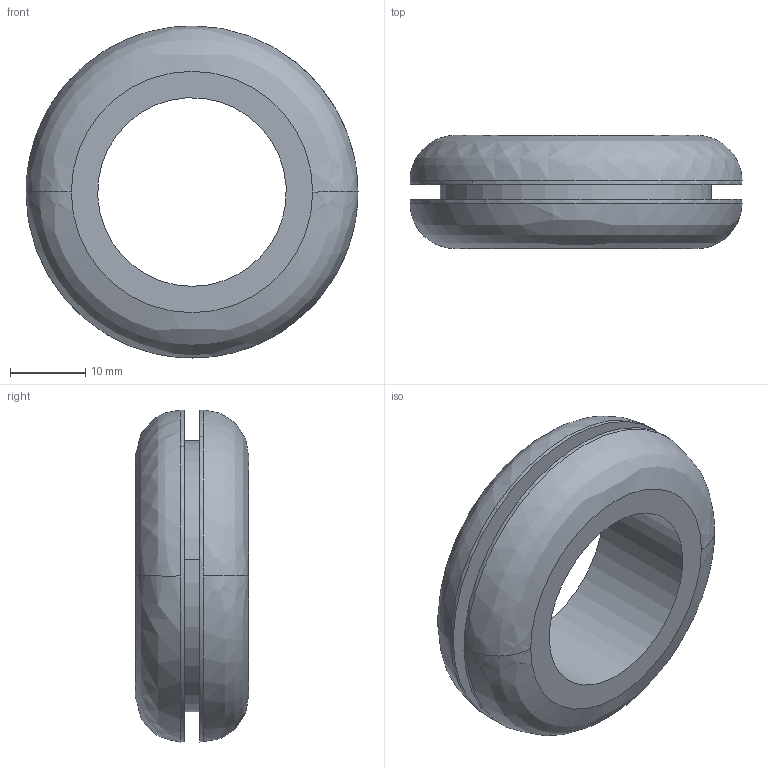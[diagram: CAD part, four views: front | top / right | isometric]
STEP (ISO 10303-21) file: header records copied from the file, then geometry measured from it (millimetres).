
FILE_DESCRIPTION( (''), '2;1');
FILE_NAME ('PC50.12492.TM_B_25_2_CRUL_5618.stp','2019-12-19T13:48:40',(''),(''),'spGate 15.6.1','','');
FILE_SCHEMA (('AUTOMOTIVE_DESIGN'));
Length unit declared in the file: millimetre
Bounding box: 44 x 15 x 44 mm (x, y, z)
Volume: 12438.9 mm3; surface area: 5522.3 mm2
Topology: 1 solids, 1 shells, 16 faces, 51 edges, 39 vertices
Faces by surface type: cylinder 8, plane 4, bspline 4
Entity records: 1082 total; most frequent: CARTESIAN_POINT 230, ORIENTED_EDGE 102, DIRECTION 98, COLOUR_RGB 68, PRESENTATION_STYLE_ASSIGNMENT 68, STYLED_ITEM 68, EDGE_CURVE 51, DRAUGHTING_PRE_DEFINED_CURVE_FONT 51
